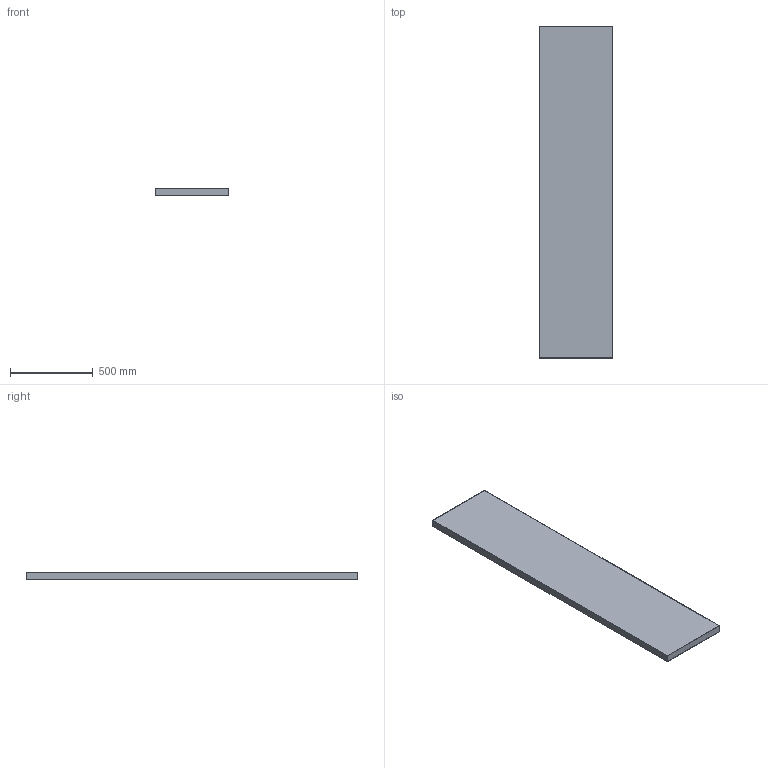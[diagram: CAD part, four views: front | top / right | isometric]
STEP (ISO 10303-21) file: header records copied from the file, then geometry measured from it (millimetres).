
FILE_DESCRIPTION (( 'STEP AP214' ), '1' );
FILE_NAME ('SCE-NEP8018.STEP', '2024-04-24T17:46:20', ( '' ), ( '' ), 'SwSTEP 2.0', 'SolidWorks 2023', '' );
FILE_SCHEMA (( 'AUTOMOTIVE_DESIGN' ));
Length unit declared in the file: inch
Products named in the file (1): SCE-NEP8018
Bounding box: 444.5 x 2006.6 x 44.45 mm (x, y, z)
Volume: 1889030.3 mm3; surface area: 2493985.7 mm2
Topology: 1 solids, 1 shells, 166 faces, 486 edges, 324 vertices
Faces by surface type: plane 80, cylinder 78, bspline 8
Full cylindrical faces by diameter (mm): 11.112 x2, 11.113 x8
Entity records: 5643 total; most frequent: CARTESIAN_POINT 1087, ORIENTED_EDGE 952, DIRECTION 934, EDGE_CURVE 476, VERTEX_POINT 324, AXIS2_PLACEMENT_3D 315, LINE 304, VECTOR 304
